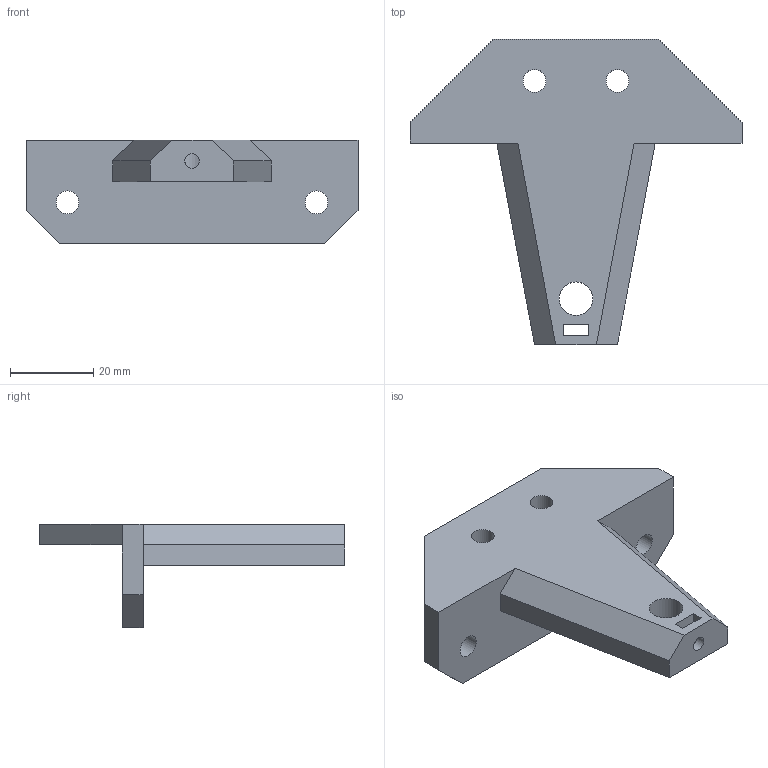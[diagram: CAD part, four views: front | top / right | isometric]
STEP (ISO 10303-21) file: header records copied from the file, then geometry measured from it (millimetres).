
FILE_DESCRIPTION(/* description */ ('STEP AP242','CAx-IF Rec.Pracs.---Representation and Presentation of Product Manufacturing Information (PMI)---4.0---2014-10-13','CAx-IF Rec.Pracs.---3D Tessellated Geometry---0.4---2014-09-14','2;1'),/* implementation_level */ '2;1');
FILE_NAME(/* name */ '680041f11409cc4afc0e6471',/* time_stamp */ '2025-04-16T23:49:05Z',/* author */ (''),/* organization */ (''),/* preprocessor_version */ 'ST-DEVELOPER v20',/* originating_system */ 'ONSHAPE BY PTC INC, 1.196',/* authorisation */ ' ');
FILE_SCHEMA (('AP242_MANAGED_MODEL_BASED_3D_ENGINEERING_MIM_LF { 1 0 10303 442 1 1 4 }'));
Length unit declared in the file: metre
Products named in the file (1): Z Rod Arm
Bounding box: 80 x 73.55 x 25 mm (x, y, z)
Volume: 27367.1 mm3; surface area: 11160.3 mm2
Topology: 1 solids, 1 shells, 29 faces, 79 edges, 52 vertices
Faces by surface type: plane 22, cylinder 7
Full cylindrical faces by diameter (mm): 3.5 x2, 5.5 x4, 8.1 x1
Entity records: 937 total; most frequent: CARTESIAN_POINT 164, ORIENTED_EDGE 144, DIRECTION 144, EDGE_CURVE 72, LINE 58, VECTOR 58, VERTEX_POINT 52, EDGE_LOOP 52
